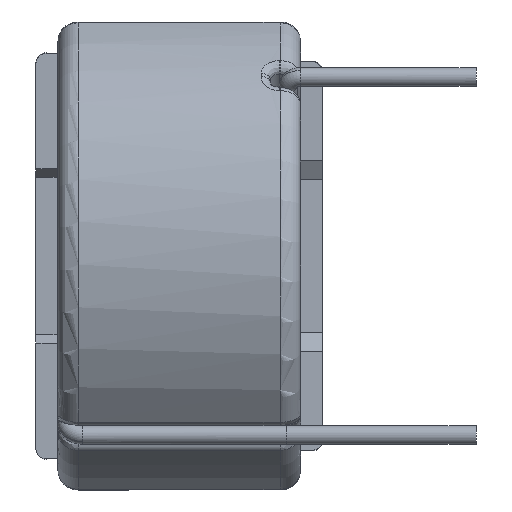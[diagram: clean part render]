
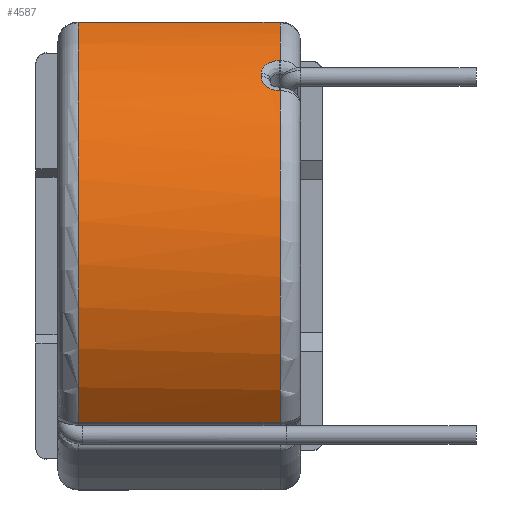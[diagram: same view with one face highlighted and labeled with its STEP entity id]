
A CAD part, left-side view. The second image highlights one B-rep face of the part: STEP entity #4587.
In plain terms, the highlighted cylindrical face has radius 25 mm (diameter 50 mm), a partial arc.
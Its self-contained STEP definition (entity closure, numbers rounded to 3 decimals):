
#303 = VECTOR ( 'NONE', #15377, 1000. ) ;
#449 = DIRECTION ( 'NONE',  ( 0., -1., 0. ) ) ;
#512 = DIRECTION ( 'NONE',  ( 0., 0., 1. ) ) ;
#865 = CARTESIAN_POINT ( 'NONE',  ( -18.774, -8.597, 16.509 ) ) ;
#927 = CARTESIAN_POINT ( 'NONE',  ( -16.15, -9.679, 19.084 ) ) ;
#1373 = CIRCLE ( 'NONE', #5339, 25. ) ;
#1501 = AXIS2_PLACEMENT_3D ( 'NONE', #5069, #7944, #18687 ) ;
#1535 = AXIS2_PLACEMENT_3D ( 'NONE', #5646, #449, #512 ) ;
#1879 = CARTESIAN_POINT ( 'NONE',  ( 0., -8., 0. ) ) ;
#2305 = CARTESIAN_POINT ( 'NONE',  ( -18.826, -8.687, 16.449 ) ) ;
#2358 = CARTESIAN_POINT ( 'NONE',  ( -16.858, -8.221, 18.463 ) ) ;
#2432 = CARTESIAN_POINT ( 'NONE',  ( -18.386, -8.177, 16.94 ) ) ;
#2713 = ORIENTED_EDGE ( 'NONE', *, *, #6444, .F. ) ;
#2833 = VERTEX_POINT ( 'NONE', #15309 ) ;
#3246 = ORIENTED_EDGE ( 'NONE', *, *, #17170, .F. ) ;
#3480 = DIRECTION ( 'NONE',  ( 0., -1., 0. ) ) ;
#3848 = CARTESIAN_POINT ( 'NONE',  ( -19.05, -9.317, 16.189 ) ) ;
#4039 = CARTESIAN_POINT ( 'NONE',  ( -17.909, -8., 17.444 ) ) ;
#4587 = ADVANCED_FACE ( 'NONE', ( #4919 ), #16278, .T. ) ;
#4919 = FACE_OUTER_BOUND ( 'NONE', #16299, .T. ) ;
#5069 = CARTESIAN_POINT ( 'NONE',  ( 0., -9.85, 0. ) ) ;
#5339 = AXIS2_PLACEMENT_3D ( 'NONE', #1879, #15629, #6557 ) ;
#5525 = CARTESIAN_POINT ( 'NONE',  ( -17.992, -8.011, 17.358 ) ) ;
#5586 = CARTESIAN_POINT ( 'NONE',  ( -16.703, -8.352, 18.602 ) ) ;
#5646 = CARTESIAN_POINT ( 'NONE',  ( 0., -9.85, 0. ) ) ;
#6054 = LINE ( 'NONE', #12209, #17437 ) ;
#6099 = VERTEX_POINT ( 'NONE', #14933 ) ;
#6103 = ORIENTED_EDGE ( 'NONE', *, *, #11906, .F. ) ;
#6235 = ORIENTED_EDGE ( 'NONE', *, *, #11675, .F. ) ;
#6264 = CARTESIAN_POINT ( 'NONE',  ( -17.53, -8., 17.824 ) ) ;
#6444 = EDGE_CURVE ( 'NONE', #8819, #16851, #19644, .T. ) ;
#6557 = DIRECTION ( 'NONE',  ( 0., 0., -1. ) ) ;
#6963 = CARTESIAN_POINT ( 'NONE',  ( -16.343, -8.886, 18.918 ) ) ;
#7047 = CARTESIAN_POINT ( 'NONE',  ( -18.154, -8.055, 17.189 ) ) ;
#7116 = CARTESIAN_POINT ( 'NONE',  ( -18.956, -8.989, 16.299 ) ) ;
#7519 = CIRCLE ( 'NONE', #1501, 25. ) ;
#7944 = DIRECTION ( 'NONE',  ( 0., -1., 0. ) ) ;
#8056 = DIRECTION ( 'NONE',  ( 0., 1., 0. ) ) ;
#8120 = CARTESIAN_POINT ( 'NONE',  ( 0., 11.85, 0. ) ) ;
#8146 = VERTEX_POINT ( 'NONE', #17621 ) ;
#8260 = CARTESIAN_POINT ( 'NONE',  ( -17.824, -8., 17.53 ) ) ;
#8517 = CARTESIAN_POINT ( 'NONE',  ( -19.084, -9.558, 16.15 ) ) ;
#8629 = CARTESIAN_POINT ( 'NONE',  ( -17.53, -8., 17.824 ) ) ;
#8819 = VERTEX_POINT ( 'NONE', #11608 ) ;
#8838 = DIRECTION ( 'NONE',  ( 0., -1., 0. ) ) ;
#9018 = CARTESIAN_POINT ( 'NONE',  ( -18.993, 9.85, -16.256 ) ) ;
#9441 = DIRECTION ( 'NONE',  ( 0., -1., 0. ) ) ;
#9555 = EDGE_CURVE ( 'NONE', #16851, #12475, #1373, .T. ) ;
#9965 = CARTESIAN_POINT ( 'NONE',  ( -19.084, -9.8, 16.15 ) ) ;
#10260 = VERTEX_POINT ( 'NONE', #18209 ) ;
#10796 = CARTESIAN_POINT ( 'NONE',  ( -16.15, 11.85, 19.084 ) ) ;
#10813 = LINE ( 'NONE', #13999, #18930 ) ;
#11099 = EDGE_CURVE ( 'NONE', #8146, #2833, #10813, .T. ) ;
#11288 = EDGE_CURVE ( 'NONE', #10260, #6099, #7519, .T. ) ;
#11328 = CARTESIAN_POINT ( 'NONE',  ( -16.15, -9.8, 19.084 ) ) ;
#11587 = CARTESIAN_POINT ( 'NONE',  ( -16.197, -9.326, 19.044 ) ) ;
#11595 = CARTESIAN_POINT ( 'NONE',  ( -18.595, -8.358, 16.711 ) ) ;
#11608 = CARTESIAN_POINT ( 'NONE',  ( -16.15, -9.8, 19.084 ) ) ;
#11675 = EDGE_CURVE ( 'NONE', #13933, #18164, #6054, .T. ) ;
#11677 = CARTESIAN_POINT ( 'NONE',  ( -10.289, 11.85, 22.784 ) ) ;
#11906 = EDGE_CURVE ( 'NONE', #12902, #10260, #18803, .T. ) ;
#12209 = CARTESIAN_POINT ( 'NONE',  ( -18.993, 11.85, -16.256 ) ) ;
#12475 = VERTEX_POINT ( 'NONE', #18012 ) ;
#12688 = CARTESIAN_POINT ( 'NONE',  ( -10.289, 9.85, 22.784 ) ) ;
#12754 = CIRCLE ( 'NONE', #1535, 25. ) ;
#12760 = EDGE_CURVE ( 'NONE', #2833, #13933, #12754, .T. ) ;
#12869 = CARTESIAN_POINT ( 'NONE',  ( -17.183, -8.046, 18.16 ) ) ;
#12902 = VERTEX_POINT ( 'NONE', #12688 ) ;
#13012 = AXIS2_PLACEMENT_3D ( 'NONE', #19720, #14850, #17961 ) ;
#13072 = CARTESIAN_POINT ( 'NONE',  ( -18.234, -8.089, 17.104 ) ) ;
#13126 = CARTESIAN_POINT ( 'NONE',  ( -16.225, -9.21, 19.02 ) ) ;
#13421 = LINE ( 'NONE', #10796, #303 ) ;
#13637 = CARTESIAN_POINT ( 'NONE',  ( -18.993, -9.85, -16.256 ) ) ;
#13933 = VERTEX_POINT ( 'NONE', #13637 ) ;
#13999 = CARTESIAN_POINT ( 'NONE',  ( -19.084, 11.85, 16.15 ) ) ;
#14499 = AXIS2_PLACEMENT_3D ( 'NONE', #8120, #9441, #17099 ) ;
#14681 = CARTESIAN_POINT ( 'NONE',  ( -16.448, -8.69, 18.828 ) ) ;
#14682 = ORIENTED_EDGE ( 'NONE', *, *, #11099, .F. ) ;
#14850 = DIRECTION ( 'NONE',  ( 0., 1., 0. ) ) ;
#14933 = CARTESIAN_POINT ( 'NONE',  ( -16.15, -9.85, 19.084 ) ) ;
#14985 = VECTOR ( 'NONE', #8838, 1000. ) ;
#15309 = CARTESIAN_POINT ( 'NONE',  ( -19.084, -9.85, 16.15 ) ) ;
#15377 = DIRECTION ( 'NONE',  ( 0., 1., 0. ) ) ;
#15476 = EDGE_CURVE ( 'NONE', #6099, #8819, #13421, .T. ) ;
#15629 = DIRECTION ( 'NONE',  ( 0., -1., 0. ) ) ;
#15967 = CARTESIAN_POINT ( 'NONE',  ( -16.299, -8.99, 18.957 ) ) ;
#15977 = CARTESIAN_POINT ( 'NONE',  ( -18.917, -8.884, 16.344 ) ) ;
#16167 = CARTESIAN_POINT ( 'NONE',  ( -17.358, -8., 17.994 ) ) ;
#16178 = CARTESIAN_POINT ( 'NONE',  ( -18.459, -8.231, 16.861 ) ) ;
#16278 = CYLINDRICAL_SURFACE ( 'NONE', #14499, 25. ) ;
#16299 = EDGE_LOOP ( 'NONE', ( #19482, #14682, #17476, #18414, #2713, #17721, #19141, #6103, #3246, #6235 ) ) ;
#16602 = B_SPLINE_CURVE_WITH_KNOTS ( 'NONE', 3,
 ( #8260, #4039, #5525, #7047, #13072, #2432, #16178, #11595, #19092, #865, #2305, #15977, #7116, #3848, #8517, #9965 ),
 .UNSPECIFIED., .F., .F.,
 ( 4, 2, 2, 2, 2, 2, 2, 4 ),
 ( 0., 0., 0.001, 0.001, 0.001, 0.002, 0.002, 0.003 ),
 .UNSPECIFIED. ) ;
#16607 = EDGE_CURVE ( 'NONE', #12475, #8146, #16602, .T. ) ;
#16851 = VERTEX_POINT ( 'NONE', #6264 ) ;
#17099 = DIRECTION ( 'NONE',  ( 0., 0., -1. ) ) ;
#17170 = EDGE_CURVE ( 'NONE', #18164, #12902, #17797, .T. ) ;
#17437 = VECTOR ( 'NONE', #8056, 1000. ) ;
#17476 = ORIENTED_EDGE ( 'NONE', *, *, #16607, .F. ) ;
#17566 = CARTESIAN_POINT ( 'NONE',  ( -16.508, -8.598, 18.775 ) ) ;
#17621 = CARTESIAN_POINT ( 'NONE',  ( -19.084, -9.8, 16.15 ) ) ;
#17698 = CARTESIAN_POINT ( 'NONE',  ( -16.159, -9.56, 19.076 ) ) ;
#17721 = ORIENTED_EDGE ( 'NONE', *, *, #15476, .F. ) ;
#17797 = CIRCLE ( 'NONE', #13012, 25. ) ;
#17961 = DIRECTION ( 'NONE',  ( 0., 0., 1. ) ) ;
#18012 = CARTESIAN_POINT ( 'NONE',  ( -17.824, -8., 17.53 ) ) ;
#18164 = VERTEX_POINT ( 'NONE', #9018 ) ;
#18209 = CARTESIAN_POINT ( 'NONE',  ( -10.289, -9.85, 22.784 ) ) ;
#18414 = ORIENTED_EDGE ( 'NONE', *, *, #9555, .F. ) ;
#18687 = DIRECTION ( 'NONE',  ( 0., 0., 1. ) ) ;
#18803 = LINE ( 'NONE', #11677, #14985 ) ;
#18930 = VECTOR ( 'NONE', #3480, 1000. ) ;
#19092 = CARTESIAN_POINT ( 'NONE',  ( -18.659, -8.433, 16.639 ) ) ;
#19141 = ORIENTED_EDGE ( 'NONE', *, *, #11288, .F. ) ;
#19482 = ORIENTED_EDGE ( 'NONE', *, *, #12760, .F. ) ;
#19644 = B_SPLINE_CURVE_WITH_KNOTS ( 'NONE', 3,
 ( #11328, #927, #17698, #11587, #13126, #15967, #6963, #14681, #17566, #5586, #2358, #12869, #16167, #8629 ),
 .UNSPECIFIED., .F., .F.,
 ( 4, 2, 2, 2, 2, 2, 4 ),
 ( 0., 0., 0.001, 0.001, 0.001, 0.002, 0.003 ),
 .UNSPECIFIED. ) ;
#19720 = CARTESIAN_POINT ( 'NONE',  ( 0., 9.85, 0. ) ) ;
